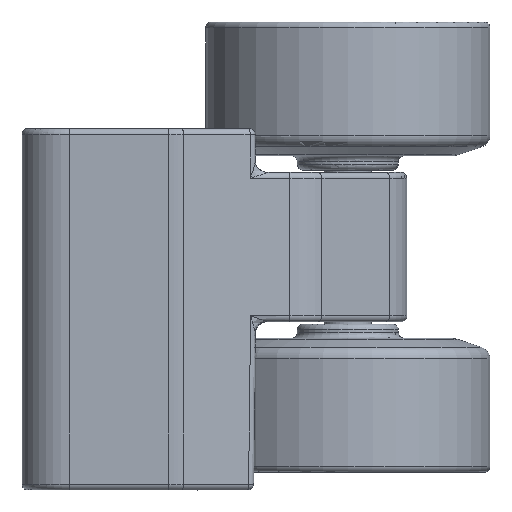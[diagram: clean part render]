
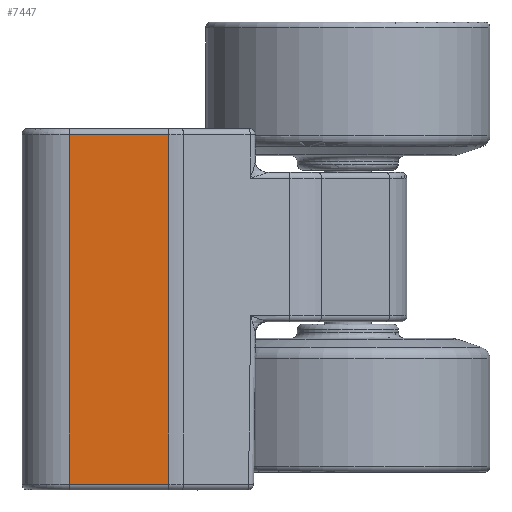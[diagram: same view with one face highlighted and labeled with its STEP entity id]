
A CAD part, left-side view. The second image highlights one B-rep face of the part: STEP entity #7447.
In plain terms, the highlighted planar face has unit normal (-1, 0, 0).
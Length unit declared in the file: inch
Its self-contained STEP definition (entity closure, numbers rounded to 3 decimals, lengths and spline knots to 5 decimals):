
#571=PLANE('',#8055);
#823=FACE_OUTER_BOUND('',#1287,.T.);
#1287=EDGE_LOOP('',(#5147,#5148,#5149,#5150));
#1746=LINE('',#11961,#2106);
#1759=LINE('',#12454,#2119);
#1760=LINE('',#12456,#2120);
#1761=LINE('',#12457,#2121);
#2106=VECTOR('',#8974,0.32989);
#2119=VECTOR('',#9127,1.16142);
#2120=VECTOR('',#9128,0.32989);
#2121=VECTOR('',#9129,1.16142);
#3038=VERTEX_POINT('',#11957);
#3039=VERTEX_POINT('',#11959);
#3072=VERTEX_POINT('',#12453);
#3073=VERTEX_POINT('',#12455);
#3805=EDGE_CURVE('',#3038,#3039,#1746,.T.);
#3867=EDGE_CURVE('',#3072,#3039,#1759,.T.);
#3868=EDGE_CURVE('',#3072,#3073,#1760,.T.);
#3869=EDGE_CURVE('',#3073,#3038,#1761,.T.);
#5147=ORIENTED_EDGE('',*,*,#3867,.F.);
#5148=ORIENTED_EDGE('',*,*,#3868,.T.);
#5149=ORIENTED_EDGE('',*,*,#3869,.T.);
#5150=ORIENTED_EDGE('',*,*,#3805,.T.);
#7447=ADVANCED_FACE('',(#823),#571,.T.);
#8055=AXIS2_PLACEMENT_3D('',#12452,#9125,#9126);
#8974=DIRECTION('',(0.,1.,0.));
#9125=DIRECTION('center_axis',(-1.,0.,0.));
#9126=DIRECTION('ref_axis',(0.,0.,1.));
#9127=DIRECTION('',(0.,0.,1.));
#9128=DIRECTION('',(0.,-1.,0.));
#9129=DIRECTION('',(0.,0.,1.));
#11957=CARTESIAN_POINT('',(-0.48228,-0.17241,0.37402));
#11959=CARTESIAN_POINT('',(-0.48228,0.15748,0.37402));
#11961=CARTESIAN_POINT('',(-0.48228,-0.17241,0.37402));
#12452=CARTESIAN_POINT('Origin',(-0.48228,0.31496,-0.3937));
#12453=CARTESIAN_POINT('',(-0.48228,0.15748,-0.7874));
#12454=CARTESIAN_POINT('',(-0.48228,0.15748,-0.7874));
#12455=CARTESIAN_POINT('',(-0.48228,-0.17241,-0.7874));
#12456=CARTESIAN_POINT('',(-0.48228,0.15748,-0.7874));
#12457=CARTESIAN_POINT('',(-0.48228,-0.17241,-0.7874));
